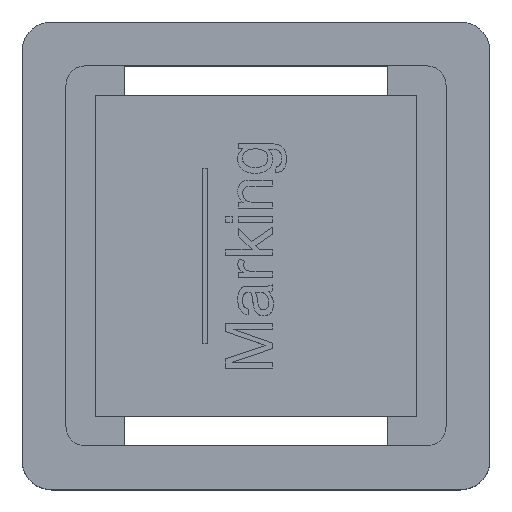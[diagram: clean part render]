
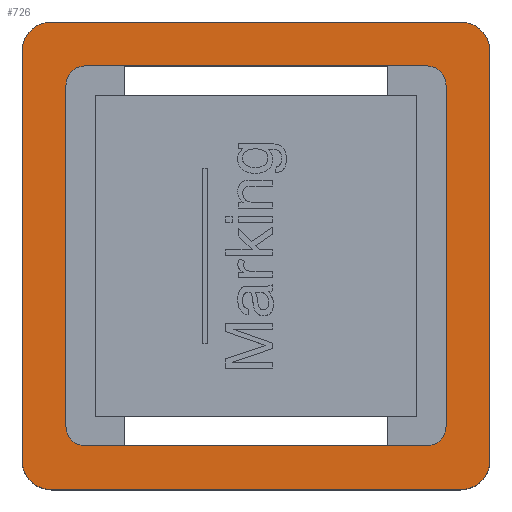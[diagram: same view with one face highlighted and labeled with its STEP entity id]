
A CAD part, top view. The second image highlights one B-rep face of the part: STEP entity #726.
In plain terms, the highlighted planar face has unit normal (0, 0, 1).
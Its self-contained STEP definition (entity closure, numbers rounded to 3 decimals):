
#726 = ADVANCED_FACE( '', ( #1407, #1408 ), #1409, .T. );
#1407 = FACE_BOUND( '', #2592, .T. );
#1408 = FACE_OUTER_BOUND( '', #2593, .T. );
#1409 = PLANE( '', #2594 );
#2592 = EDGE_LOOP( '', ( #4419, #4420, #4421, #4422, #4423, #4424, #4425, #4426 ) );
#2593 = EDGE_LOOP( '', ( #4427, #4428, #4429, #4430, #4431, #4432, #4433, #4434 ) );
#2594 = AXIS2_PLACEMENT_3D( '', #4435, #4436, #4437 );
#4419 = ORIENTED_EDGE( '', *, *, #5138, .F. );
#4420 = ORIENTED_EDGE( '', *, *, #4935, .T. );
#4421 = ORIENTED_EDGE( '', *, *, #5023, .F. );
#4422 = ORIENTED_EDGE( '', *, *, #4950, .T. );
#4423 = ORIENTED_EDGE( '', *, *, #4817, .F. );
#4424 = ORIENTED_EDGE( '', *, *, #4760, .T. );
#4425 = ORIENTED_EDGE( '', *, *, #4909, .F. );
#4426 = ORIENTED_EDGE( '', *, *, #4886, .T. );
#4427 = ORIENTED_EDGE( '', *, *, #4712, .T. );
#4428 = ORIENTED_EDGE( '', *, *, #5180, .T. );
#4429 = ORIENTED_EDGE( '', *, *, #5031, .T. );
#4430 = ORIENTED_EDGE( '', *, *, #5171, .T. );
#4431 = ORIENTED_EDGE( '', *, *, #4842, .T. );
#4432 = ORIENTED_EDGE( '', *, *, #4625, .T. );
#4433 = ORIENTED_EDGE( '', *, *, #4893, .T. );
#4434 = ORIENTED_EDGE( '', *, *, #4797, .T. );
#4435 = CARTESIAN_POINT( '', ( 0., 0., 1.8 ) );
#4436 = DIRECTION( '', ( 0., 0., 1. ) );
#4437 = DIRECTION( '', ( 1., 0., 0. ) );
#4625 = EDGE_CURVE( '', #5349, #5350, #5351, .T. );
#4712 = EDGE_CURVE( '', #5500, #5498, #5501, .T. );
#4760 = EDGE_CURVE( '', #5577, #5578, #5579, .F. );
#4797 = EDGE_CURVE( '', #5637, #5500, #5638, .T. );
#4817 = EDGE_CURVE( '', #5577, #5670, #5671, .T. );
#4842 = EDGE_CURVE( '', #5707, #5349, #5708, .T. );
#4886 = EDGE_CURVE( '', #5777, #5778, #5779, .F. );
#4893 = EDGE_CURVE( '', #5350, #5637, #5789, .T. );
#4909 = EDGE_CURVE( '', #5777, #5578, #5810, .T. );
#4935 = EDGE_CURVE( '', #5843, #5844, #5845, .F. );
#4950 = EDGE_CURVE( '', #5867, #5670, #5868, .F. );
#5023 = EDGE_CURVE( '', #5867, #5844, #5970, .T. );
#5031 = EDGE_CURVE( '', #5980, #5978, #5981, .T. );
#5138 = EDGE_CURVE( '', #5843, #5778, #6108, .T. );
#5171 = EDGE_CURVE( '', #5978, #5707, #6142, .T. );
#5180 = EDGE_CURVE( '', #5498, #5980, #6151, .T. );
#5349 = VERTEX_POINT( '', #6490 );
#5350 = VERTEX_POINT( '', #6491 );
#5351 = CIRCLE( '', #6492, 0.3 );
#5498 = VERTEX_POINT( '', #6730 );
#5500 = VERTEX_POINT( '', #6733 );
#5501 = LINE( '', #6734, #6735 );
#5577 = VERTEX_POINT( '', #6844 );
#5578 = VERTEX_POINT( '', #6845 );
#5579 = CIRCLE( '', #6846, 0.2 );
#5637 = VERTEX_POINT( '', #6970 );
#5638 = CIRCLE( '', #6971, 0.3 );
#5670 = VERTEX_POINT( '', #7013 );
#5671 = LINE( '', #7014, #7015 );
#5707 = VERTEX_POINT( '', #7200 );
#5708 = LINE( '', #7201, #7202 );
#5777 = VERTEX_POINT( '', #7392 );
#5778 = VERTEX_POINT( '', #7393 );
#5779 = CIRCLE( '', #7394, 0.2 );
#5789 = LINE( '', #7408, #7409 );
#5810 = LINE( '', #7442, #7443 );
#5843 = VERTEX_POINT( '', #7510 );
#5844 = VERTEX_POINT( '', #7511 );
#5845 = CIRCLE( '', #7512, 0.2 );
#5867 = VERTEX_POINT( '', #7549 );
#5868 = CIRCLE( '', #7550, 0.2 );
#5970 = LINE( '', #7891, #7892 );
#5978 = VERTEX_POINT( '', #7903 );
#5980 = VERTEX_POINT( '', #7906 );
#5981 = LINE( '', #7907, #7908 );
#6108 = LINE( '', #8223, #8224 );
#6142 = CIRCLE( '', #8327, 0.3 );
#6151 = CIRCLE( '', #8357, 0.3 );
#6490 = CARTESIAN_POINT( '', ( -2.1, 2.4, 1.8 ) );
#6491 = CARTESIAN_POINT( '', ( -2.4, 2.1, 1.8 ) );
#6492 = AXIS2_PLACEMENT_3D( '', #8435, #8436, #8437 );
#6730 = CARTESIAN_POINT( '', ( 2.1, -2.4, 1.8 ) );
#6733 = CARTESIAN_POINT( '', ( -2.1, -2.4, 1.8 ) );
#6734 = CARTESIAN_POINT( '', ( -2.4, -2.4, 1.8 ) );
#6735 = VECTOR( '', #8507, 1000. );
#6844 = CARTESIAN_POINT( '', ( 1.95, -1.75, 1.8 ) );
#6845 = CARTESIAN_POINT( '', ( 1.75, -1.95, 1.8 ) );
#6846 = AXIS2_PLACEMENT_3D( '', #8549, #8550, #8551 );
#6970 = CARTESIAN_POINT( '', ( -2.4, -2.1, 1.8 ) );
#6971 = AXIS2_PLACEMENT_3D( '', #8583, #8584, #8585 );
#7013 = CARTESIAN_POINT( '', ( 1.95, 1.75, 1.8 ) );
#7014 = CARTESIAN_POINT( '', ( 1.95, -1.95, 1.8 ) );
#7015 = VECTOR( '', #8606, 1000. );
#7200 = CARTESIAN_POINT( '', ( 2.1, 2.4, 1.8 ) );
#7201 = CARTESIAN_POINT( '', ( 2.4, 2.4, 1.8 ) );
#7202 = VECTOR( '', #8631, 1000. );
#7392 = CARTESIAN_POINT( '', ( -1.75, -1.95, 1.8 ) );
#7393 = CARTESIAN_POINT( '', ( -1.95, -1.75, 1.8 ) );
#7394 = AXIS2_PLACEMENT_3D( '', #8658, #8659, #8660 );
#7408 = CARTESIAN_POINT( '', ( -2.4, 2.4, 1.8 ) );
#7409 = VECTOR( '', #8668, 1000. );
#7442 = CARTESIAN_POINT( '', ( -1.95, -1.95, 1.8 ) );
#7443 = VECTOR( '', #8677, 1000. );
#7510 = CARTESIAN_POINT( '', ( -1.95, 1.75, 1.8 ) );
#7511 = CARTESIAN_POINT( '', ( -1.75, 1.95, 1.8 ) );
#7512 = AXIS2_PLACEMENT_3D( '', #8695, #8696, #8697 );
#7549 = CARTESIAN_POINT( '', ( 1.75, 1.95, 1.8 ) );
#7550 = AXIS2_PLACEMENT_3D( '', #8707, #8708, #8709 );
#7891 = CARTESIAN_POINT( '', ( 1.95, 1.95, 1.8 ) );
#7892 = VECTOR( '', #8752, 1000. );
#7903 = CARTESIAN_POINT( '', ( 2.4, 2.1, 1.8 ) );
#7906 = CARTESIAN_POINT( '', ( 2.4, -2.1, 1.8 ) );
#7907 = CARTESIAN_POINT( '', ( 2.4, -2.4, 1.8 ) );
#7908 = VECTOR( '', #8755, 1000. );
#8223 = CARTESIAN_POINT( '', ( -1.95, 1.95, 1.8 ) );
#8224 = VECTOR( '', #8797, 1000. );
#8327 = AXIS2_PLACEMENT_3D( '', #8801, #8802, #8803 );
#8357 = AXIS2_PLACEMENT_3D( '', #8805, #8806, #8807 );
#8435 = CARTESIAN_POINT( '', ( -2.1, 2.1, 1.8 ) );
#8436 = DIRECTION( '', ( 0., 0., 1. ) );
#8437 = DIRECTION( '', ( 1., 0., 0. ) );
#8507 = DIRECTION( '', ( 1., 0., 0. ) );
#8549 = CARTESIAN_POINT( '', ( 1.75, -1.75, 1.8 ) );
#8550 = DIRECTION( '', ( 0., 0., 1. ) );
#8551 = DIRECTION( '', ( 1., 0., 0. ) );
#8583 = CARTESIAN_POINT( '', ( -2.1, -2.1, 1.8 ) );
#8584 = DIRECTION( '', ( 0., 0., 1. ) );
#8585 = DIRECTION( '', ( 1., 0., 0. ) );
#8606 = DIRECTION( '', ( 0., 1., 0. ) );
#8631 = DIRECTION( '', ( -1., 0., 0. ) );
#8658 = CARTESIAN_POINT( '', ( -1.75, -1.75, 1.8 ) );
#8659 = DIRECTION( '', ( 0., 0., 1. ) );
#8660 = DIRECTION( '', ( 1., 0., 0. ) );
#8668 = DIRECTION( '', ( 0., -1., 0. ) );
#8677 = DIRECTION( '', ( 1., 0., 0. ) );
#8695 = CARTESIAN_POINT( '', ( -1.75, 1.75, 1.8 ) );
#8696 = DIRECTION( '', ( 0., 0., 1. ) );
#8697 = DIRECTION( '', ( 1., 0., 0. ) );
#8707 = CARTESIAN_POINT( '', ( 1.75, 1.75, 1.8 ) );
#8708 = DIRECTION( '', ( 0., 0., 1. ) );
#8709 = DIRECTION( '', ( 1., 0., 0. ) );
#8752 = DIRECTION( '', ( -1., 0., 0. ) );
#8755 = DIRECTION( '', ( 0., 1., 0. ) );
#8797 = DIRECTION( '', ( 0., -1., 0. ) );
#8801 = CARTESIAN_POINT( '', ( 2.1, 2.1, 1.8 ) );
#8802 = DIRECTION( '', ( 0., 0., 1. ) );
#8803 = DIRECTION( '', ( 1., 0., 0. ) );
#8805 = CARTESIAN_POINT( '', ( 2.1, -2.1, 1.8 ) );
#8806 = DIRECTION( '', ( 0., 0., 1. ) );
#8807 = DIRECTION( '', ( 1., 0., 0. ) );
